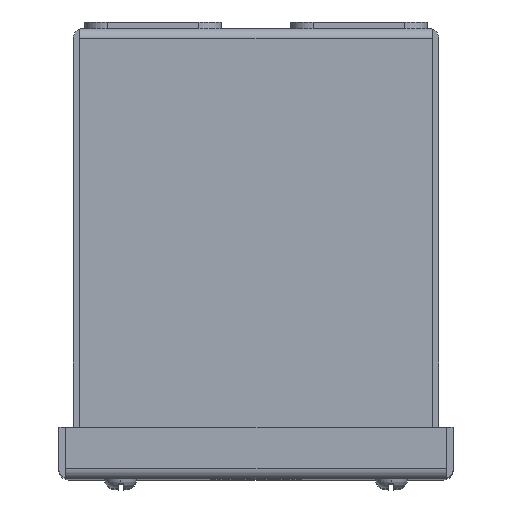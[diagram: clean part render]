
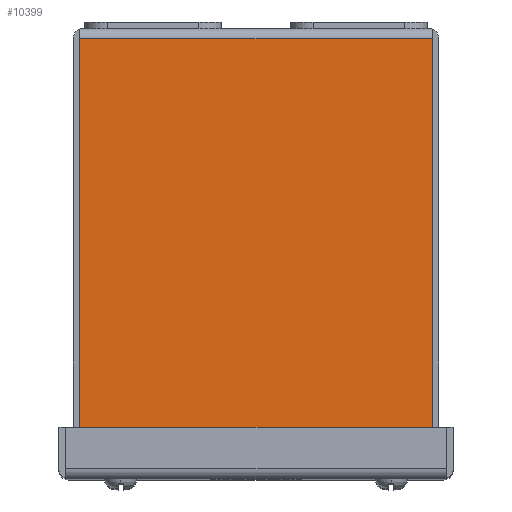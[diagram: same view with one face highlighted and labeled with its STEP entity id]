
A CAD part, top view. The second image highlights one B-rep face of the part: STEP entity #10399.
In plain terms, the highlighted planar face has unit normal (0, 0, 1).
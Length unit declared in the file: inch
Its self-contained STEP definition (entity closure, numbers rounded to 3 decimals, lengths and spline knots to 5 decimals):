
#94 = CARTESIAN_POINT ( 'NONE',  ( 1.92721, -4.642, 4. ) ) ;
#1531 = LINE ( 'NONE', #17066, #9835 ) ;
#1812 = DIRECTION ( 'NONE',  ( -1., 0., 0. ) ) ;
#2538 = VECTOR ( 'NONE', #15234, 39.37008 ) ;
#2824 = ORIENTED_EDGE ( 'NONE', *, *, #4472, .T. ) ;
#3128 = EDGE_CURVE ( 'NONE', #15836, #8572, #5559, .T. ) ;
#4196 = LINE ( 'NONE', #16575, #6268 ) ;
#4472 = EDGE_CURVE ( 'NONE', #17175, #14603, #1531, .T. ) ;
#5559 = LINE ( 'NONE', #10528, #5918 ) ;
#5918 = VECTOR ( 'NONE', #19578, 39.37008 ) ;
#6268 = VECTOR ( 'NONE', #10361, 39.37008 ) ;
#6824 = CARTESIAN_POINT ( 'NONE',  ( 1.92721, -0.108, 4. ) ) ;
#6851 = EDGE_CURVE ( 'NONE', #8572, #14603, #4196, .T. ) ;
#7724 = LINE ( 'NONE', #15138, #2538 ) ;
#8572 = VERTEX_POINT ( 'NONE', #94 ) ;
#9512 = FACE_OUTER_BOUND ( 'NONE', #13175, .T. ) ;
#9642 = CARTESIAN_POINT ( 'NONE',  ( -1.92721, -0.108, 4. ) ) ;
#9835 = VECTOR ( 'NONE', #15440, 39.37008 ) ;
#9935 = ORIENTED_EDGE ( 'NONE', *, *, #13053, .F. ) ;
#10361 = DIRECTION ( 'NONE',  ( -1., 0., 0. ) ) ;
#10399 = ADVANCED_FACE ( 'NONE', ( #9512 ), #17436, .F. ) ;
#10528 = CARTESIAN_POINT ( 'NONE',  ( 1.92721, 39.37008, 4. ) ) ;
#11125 = DIRECTION ( 'NONE',  ( 0., 0., -1. ) ) ;
#12461 = AXIS2_PLACEMENT_3D ( 'NONE', #15815, #11125, #1812 ) ;
#13053 = EDGE_CURVE ( 'NONE', #17175, #15836, #7724, .T. ) ;
#13175 = EDGE_LOOP ( 'NONE', ( #18483, #18737, #9935, #2824 ) ) ;
#14603 = VERTEX_POINT ( 'NONE', #15119 ) ;
#15119 = CARTESIAN_POINT ( 'NONE',  ( -1.92721, -4.642, 4. ) ) ;
#15138 = CARTESIAN_POINT ( 'NONE',  ( -1.892, -0.108, 4. ) ) ;
#15234 = DIRECTION ( 'NONE',  ( 1., 0., 0. ) ) ;
#15440 = DIRECTION ( 'NONE',  ( 0., -1., 0. ) ) ;
#15815 = CARTESIAN_POINT ( 'NONE',  ( 13.406, 0., 4. ) ) ;
#15836 = VERTEX_POINT ( 'NONE', #6824 ) ;
#16575 = CARTESIAN_POINT ( 'NONE',  ( 13.406, -4.642, 4. ) ) ;
#17066 = CARTESIAN_POINT ( 'NONE',  ( -1.92721, 39.37008, 4. ) ) ;
#17175 = VERTEX_POINT ( 'NONE', #9642 ) ;
#17436 = PLANE ( 'NONE',  #12461 ) ;
#18483 = ORIENTED_EDGE ( 'NONE', *, *, #6851, .F. ) ;
#18737 = ORIENTED_EDGE ( 'NONE', *, *, #3128, .F. ) ;
#19578 = DIRECTION ( 'NONE',  ( 0., -1., 0. ) ) ;
